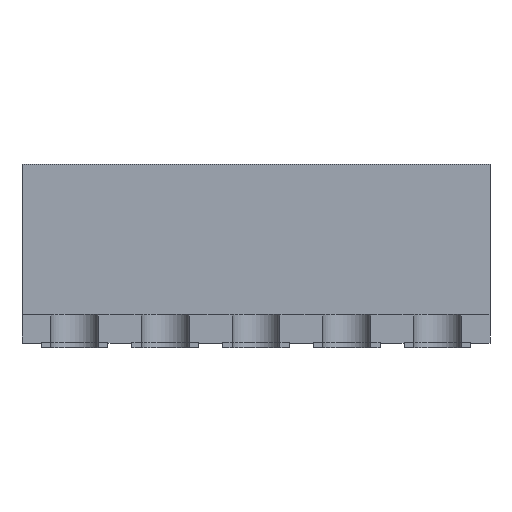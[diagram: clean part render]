
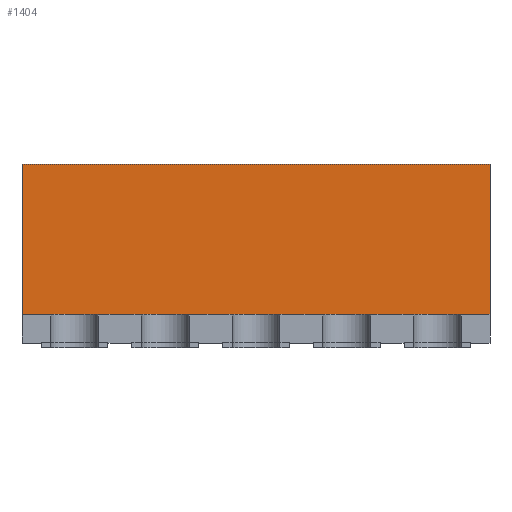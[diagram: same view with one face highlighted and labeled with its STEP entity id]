
A CAD part, front view. The second image highlights one B-rep face of the part: STEP entity #1404.
In plain terms, the highlighted planar face has unit normal (0, -1, 0).
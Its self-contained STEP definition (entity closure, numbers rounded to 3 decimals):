
#1404 = ADVANCED_FACE( '', ( #2695 ), #2696, .F. );
#2695 = FACE_OUTER_BOUND( '', #4072, .T. );
#2696 = PLANE( '', #4073 );
#4072 = EDGE_LOOP( '', ( #7136, #7137, #7138, #7139 ) );
#4073 = AXIS2_PLACEMENT_3D( '', #7140, #7141, #7142 );
#7136 = ORIENTED_EDGE( '', *, *, #9832, .T. );
#7137 = ORIENTED_EDGE( '', *, *, #9839, .F. );
#7138 = ORIENTED_EDGE( '', *, *, #10091, .F. );
#7139 = ORIENTED_EDGE( '', *, *, #9604, .T. );
#7140 = CARTESIAN_POINT( '', ( -4.9, -6.5, 3.75 ) );
#7141 = DIRECTION( '', ( 0., 1., 0. ) );
#7142 = DIRECTION( '', ( -1., 0., 0. ) );
#9604 = EDGE_CURVE( '', #11630, #11628, #11631, .T. );
#9832 = EDGE_CURVE( '', #11628, #11982, #11984, .T. );
#9839 = EDGE_CURVE( '', #11991, #11982, #11993, .T. );
#10091 = EDGE_CURVE( '', #11630, #11991, #12333, .T. );
#11628 = VERTEX_POINT( '', #14813 );
#11630 = VERTEX_POINT( '', #14816 );
#11631 = LINE( '', #14817, #14818 );
#11982 = VERTEX_POINT( '', #15450 );
#11984 = LINE( '', #15453, #15454 );
#11991 = VERTEX_POINT( '', #15464 );
#11993 = LINE( '', #15467, #15468 );
#12333 = LINE( '', #16117, #16118 );
#14813 = CARTESIAN_POINT( '', ( -4.9, -6.5, 0.6 ) );
#14816 = CARTESIAN_POINT( '', ( -4.9, -6.5, 3.75 ) );
#14817 = CARTESIAN_POINT( '', ( -4.9, -6.5, 3.75 ) );
#14818 = VECTOR( '', #17366, 1000. );
#15450 = CARTESIAN_POINT( '', ( 4.9, -6.5, 0.6 ) );
#15453 = CARTESIAN_POINT( '', ( -4.9, -6.5, 0.6 ) );
#15454 = VECTOR( '', #17540, 1000. );
#15464 = CARTESIAN_POINT( '', ( 4.9, -6.5, 3.75 ) );
#15467 = CARTESIAN_POINT( '', ( 4.9, -6.5, 3.75 ) );
#15468 = VECTOR( '', #17545, 1000. );
#16117 = CARTESIAN_POINT( '', ( -4.9, -6.5, 3.75 ) );
#16118 = VECTOR( '', #17710, 1000. );
#17366 = DIRECTION( '', ( 0., 0., -1. ) );
#17540 = DIRECTION( '', ( 1., 0., 0. ) );
#17545 = DIRECTION( '', ( 0., 0., -1. ) );
#17710 = DIRECTION( '', ( 1., 0., 0. ) );
